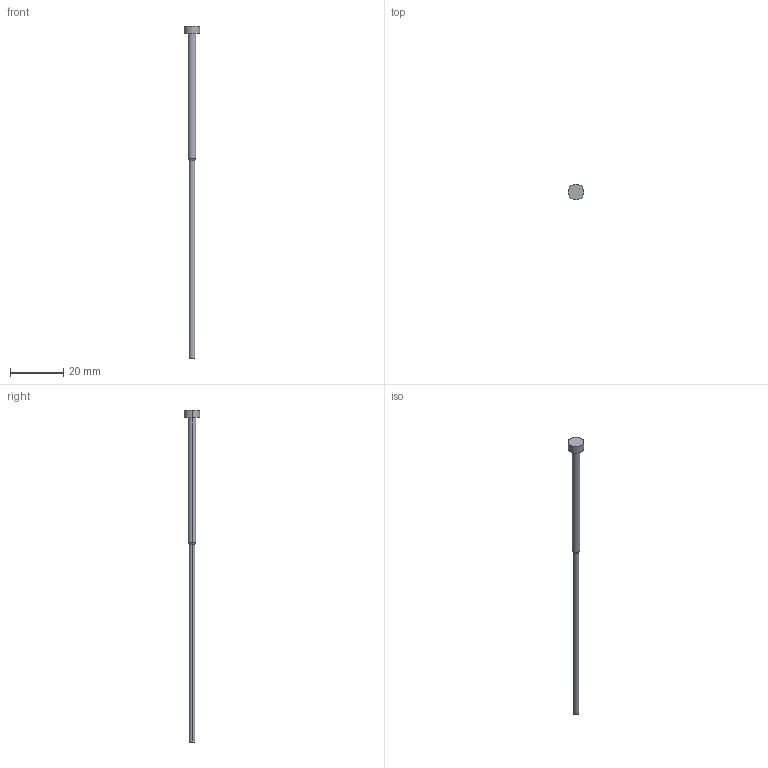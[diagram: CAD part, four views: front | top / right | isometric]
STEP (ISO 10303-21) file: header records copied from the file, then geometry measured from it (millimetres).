
FILE_DESCRIPTION (( 'STEP AP203' ), '1' );
FILE_NAME ('efb0.STEP', '2023-02-13T10:03:22', ( '' ), ( '' ), 'SwSTEP 2.0', 'SolidWorks 2019', '' );
FILE_SCHEMA (( 'CONFIG_CONTROL_DESIGN' ));
Length unit declared in the file: millimetre
Products named in the file (1): efb0
Bounding box: 6 x 6 x 125 mm (x, y, z)
Volume: 703.2 mm3; surface area: 1072.9 mm2
Topology: 1 solids, 1 shells, 11 faces, 20 edges, 12 vertices
Faces by surface type: cylinder 6, plane 3, cone 2
Entity records: 351 total; most frequent: DIRECTION 56, CARTESIAN_POINT 44, ORIENTED_EDGE 40, AXIS2_PLACEMENT_3D 24, EDGE_CURVE 20, CIRCLE 12, EDGE_LOOP 12, VERTEX_POINT 12
